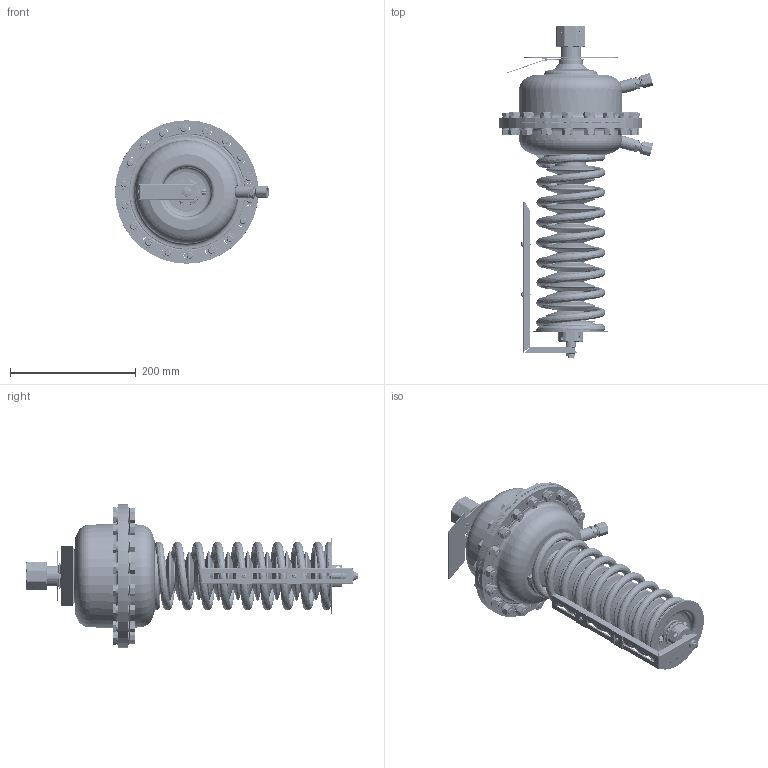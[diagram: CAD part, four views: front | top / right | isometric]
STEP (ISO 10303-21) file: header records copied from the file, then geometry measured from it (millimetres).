
FILE_DESCRIPTION((''),'2;1');
FILE_NAME('003G5617_AFP2_PN40_160CM2_ASM','2024-03-25T13:36:15',('U384264'),('Danfoss'),'CREO PARAMETRIC BY PTC INC, 2022124','CREO PARAMETRIC BY PTC INC, 2022124','');
FILE_SCHEMA(('CONFIG_CONTROL_DESIGN'));
Products named in the file (47): 88670090_HOUSING160_PN40_MINUS_AF0; 88673400_TUBE_FI38X10X62_MINUS_AF82; 88671680_PRESSURE_CONNECTOR_6MM; WELD_PRESS_CON_6MM; WELD_160_6MM_INST_AF0; WELD_160_6MM_2_INST_AF0; 88671490_COVER160_PN40_MINUS_ASM; 88673710_GASKET_PA_160_PN40; 88670080_HOUSING160_PN40_PLUS_AF0; 88673410_TUBE_FI38X10X33_AF1; 88671680_PRESSURE_CONNECTOR_6MM_AF1; WELD_PRESS_CON_6MM_AF1; WELD_160_6MM_INST; WELD_160_6MM_2_INST; 88671480_COVER160_PN40_PLUS_ASM; 88670600_CONNECTING_NUT_G1_1_4; 88671700_GUIDING_BUSH_PA; 88671040_SETTING_SPINDLE_PA; 5221571; 88670800_SETTING_NUT_IPA; 5521168; 88670300_SPRING_HOLDER_PA; 88673110_SPRING_COMPRESSION_RED_AF20; 5454051; WALTER_CONNECTION; WALTER_PROFILE_RING; WALTER_CONNECTION_NUT; 8863078_ASM; 88630620_TUBE_CONN_D1_0_DA_00_ASM; 3220149; 88630290; 51817250; 55511011; 51018011; 52017500; 51917340; 8867345_SCALE_HOLDER_PA; 8867348_SETTING_SCALE_PA; 88673470_SQUARE_NUT_HOLDER_PA; 88673820 ...
Assembly tree (123 placements, depth 4):
  003G5617_AFP2_PN40_160CM2_ASM
    88671490_COVER160_PN40_MINUS_ASM
      88670090_HOUSING160_PN40_MINUS_AF0
      88673400_TUBE_FI38X10X62_MINUS_AF82
      88671680_PRESSURE_CONNECTOR_6MM
      WELD_PRESS_CON_6MM
      WELD_160_6MM_INST_AF0
      WELD_160_6MM_2_INST_AF0
    88673710_GASKET_PA_160_PN40  x2
    88671480_COVER160_PN40_PLUS_ASM
      88670080_HOUSING160_PN40_PLUS_AF0
      88673410_TUBE_FI38X10X33_AF1
      88671680_PRESSURE_CONNECTOR_6MM_AF1
      WELD_PRESS_CON_6MM_AF1
      WELD_160_6MM_INST
      WELD_160_6MM_2_INST
    88670600_CONNECTING_NUT_G1_1_4
    88671700_GUIDING_BUSH_PA
    88671040_SETTING_SPINDLE_PA
    5221571
    88670800_SETTING_NUT_IPA
    5521168
    88670300_SPRING_HOLDER_PA
    88673110_SPRING_COMPRESSION_RED_AF20
    5454051  x2
    88630620_TUBE_CONN_D1_0_DA_00_ASM  x2
      8863078_ASM
        WALTER_CONNECTION
        WALTER_PROFILE_RING
        WALTER_CONNECTION_NUT
    3220149  x2
    88630290
    51817250
    55511011
    51018011  x18
    52017500  x36
    51917340  x18
    8867345_SCALE_HOLDER_PA
    8867348_SETTING_SCALE_PA  x2
    88673470_SQUARE_NUT_HOLDER_PA  x2
    88673820
    88673810_LABEL_PLATE_PA
    51817260_SCREW_BN33  x2
    88674300_RUBBER_BELLOW_AF66
    51917189_NUT_M16_08_ISO4032  x2
    88670640_DISASSEMBLY_BRACKET_PA
    88673340_SCALE_COMPENSATOR_AFX
Bounding box: 244.84 x 527.7 x 228 mm (x, y, z)
Volume: 1665857.8 mm3; surface area: 992296.8 mm2
Topology: 138 solids, 190 shells, 3626 faces, 8500 edges, 5182 vertices
Faces by surface type: cylinder 1308, cone 880, plane 864, torus 432, bspline 74, sphere 68
Entity records: 96566 total; most frequent: CARTESIAN_POINT 48338, DIRECTION 10826, ORIENTED_EDGE 9288, EDGE_CURVE 4677, AXIS2_PLACEMENT_3D 4665, VERTEX_POINT 2820, CIRCLE 2511, EDGE_LOOP 2295
